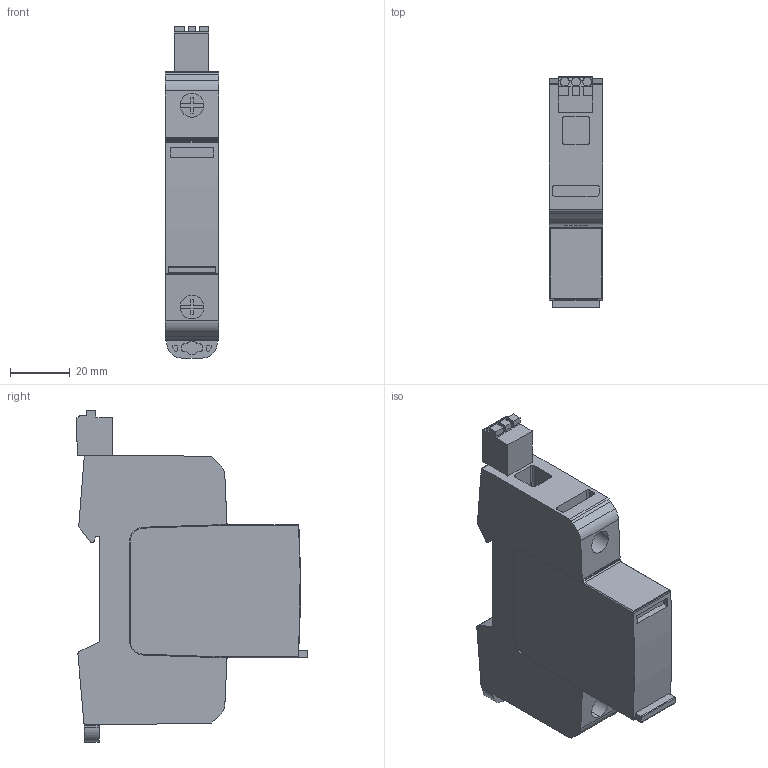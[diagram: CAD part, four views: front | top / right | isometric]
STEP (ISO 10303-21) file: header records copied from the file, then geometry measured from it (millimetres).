
FILE_DESCRIPTION((''),'2;1');
FILE_NAME('NWEGEN_CUSTOMER_1P0_T2_R','2018-06-22T13:37:24',('Sebastjan.kamensek'),('Audax d.o.o.'),'CREO PARAMETRIC BY PTC INC, 2017260','CREO PARAMETRIC BY PTC INC, 2017260','');
FILE_SCHEMA(('AP242_MANAGED_MODEL_BASED_3D_ENGINEERING_MIM_LF { 1 0 10303 442 1 1 4 }'));
Length unit declared in the file: millimetre
Products named in the file (1): NWEGEN_CUSTOMER_1P0_T2_R
Bounding box: 18 x 77.84 x 111.61 mm (x, y, z)
Volume: 93320.5 mm3; surface area: 19561.1 mm2
Topology: 1 solids, 1 shells, 273 faces, 768 edges, 507 vertices
Faces by surface type: plane 182, cylinder 55, extrusion 34, cone 2
Entity records: 9754 total; most frequent: CARTESIAN_POINT 2365, ORIENTED_EDGE 1540, DIRECTION 1321, EDGE_CURVE 770, VECTOR 585, LINE 551, VERTEX_POINT 507, AXIS2_PLACEMENT_3D 368
